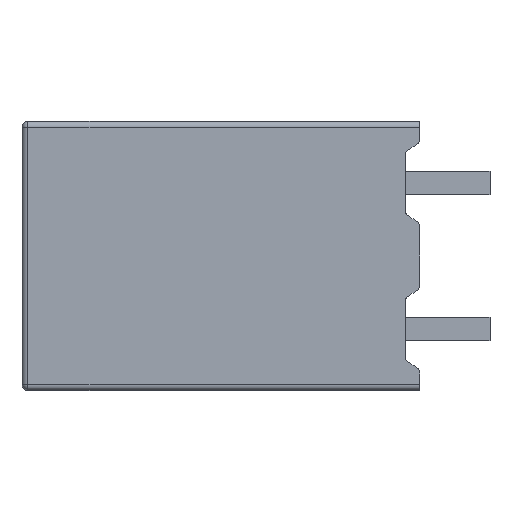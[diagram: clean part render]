
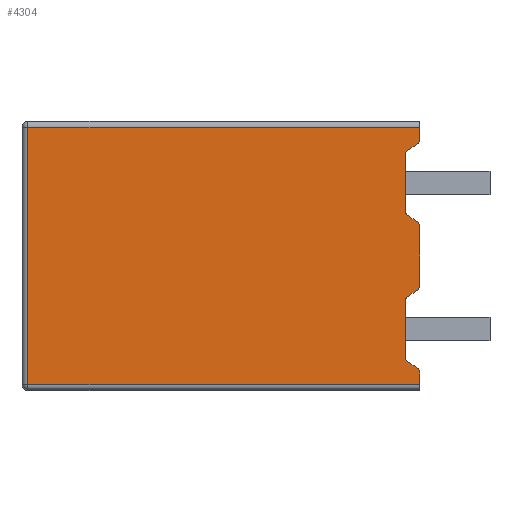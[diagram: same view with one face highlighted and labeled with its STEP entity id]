
A CAD part, left-side view. The second image highlights one B-rep face of the part: STEP entity #4304.
In plain terms, the highlighted planar face has unit normal (-1, 0, 0).
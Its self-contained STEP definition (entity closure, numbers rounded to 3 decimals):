
#82=CIRCLE('',#4479,0.2);
#84=CIRCLE('',#4483,0.2);
#86=CIRCLE('',#4487,0.2);
#88=CIRCLE('',#4491,0.2);
#90=CIRCLE('',#4495,0.2);
#92=CIRCLE('',#4499,0.2);
#94=CIRCLE('',#4503,0.2);
#96=CIRCLE('',#4507,0.2);
#346=ORIENTED_EDGE('',*,*,#1208,.F.);
#347=ORIENTED_EDGE('',*,*,#1209,.T.);
#348=ORIENTED_EDGE('',*,*,#1210,.T.);
#349=ORIENTED_EDGE('',*,*,#1211,.T.);
#350=ORIENTED_EDGE('',*,*,#1212,.F.);
#351=ORIENTED_EDGE('',*,*,#1197,.F.);
#352=ORIENTED_EDGE('',*,*,#1193,.T.);
#353=ORIENTED_EDGE('',*,*,#1190,.T.);
#354=ORIENTED_EDGE('',*,*,#1185,.T.);
#355=ORIENTED_EDGE('',*,*,#1176,.T.);
#356=ORIENTED_EDGE('',*,*,#1173,.T.);
#357=ORIENTED_EDGE('',*,*,#1171,.F.);
#358=ORIENTED_EDGE('',*,*,#1062,.F.);
#359=ORIENTED_EDGE('',*,*,#1165,.F.);
#360=ORIENTED_EDGE('',*,*,#1162,.T.);
#361=ORIENTED_EDGE('',*,*,#1159,.T.);
#362=ORIENTED_EDGE('',*,*,#1154,.T.);
#363=ORIENTED_EDGE('',*,*,#1145,.T.);
#364=ORIENTED_EDGE('',*,*,#1142,.T.);
#365=ORIENTED_EDGE('',*,*,#1140,.F.);
#1062=EDGE_CURVE('',#1514,#1516,#1803,.T.);
#1140=EDGE_CURVE('',#1578,#1575,#82,.T.);
#1142=EDGE_CURVE('',#1580,#1575,#1870,.T.);
#1145=EDGE_CURVE('',#1582,#1580,#84,.T.);
#1154=EDGE_CURVE('',#1590,#1582,#1880,.T.);
#1159=EDGE_CURVE('',#1594,#1590,#86,.T.);
#1162=EDGE_CURVE('',#1596,#1594,#1886,.T.);
#1165=EDGE_CURVE('',#1596,#1514,#88,.T.);
#1171=EDGE_CURVE('',#1516,#1599,#90,.T.);
#1173=EDGE_CURVE('',#1602,#1599,#1893,.T.);
#1176=EDGE_CURVE('',#1604,#1602,#92,.T.);
#1185=EDGE_CURVE('',#1612,#1604,#1903,.T.);
#1190=EDGE_CURVE('',#1616,#1612,#94,.T.);
#1193=EDGE_CURVE('',#1618,#1616,#1909,.T.);
#1197=EDGE_CURVE('',#1618,#1619,#96,.T.);
#1208=EDGE_CURVE('',#1627,#1578,#1919,.T.);
#1209=EDGE_CURVE('',#1627,#1628,#1920,.F.);
#1210=EDGE_CURVE('',#1628,#1629,#1921,.T.);
#1211=EDGE_CURVE('',#1629,#1630,#1922,.T.);
#1212=EDGE_CURVE('',#1619,#1630,#1923,.T.);
#1514=VERTEX_POINT('',#5606);
#1516=VERTEX_POINT('',#5609);
#1575=VERTEX_POINT('',#5761);
#1578=VERTEX_POINT('',#5766);
#1580=VERTEX_POINT('',#5772);
#1582=VERTEX_POINT('',#5778);
#1590=VERTEX_POINT('',#5796);
#1594=VERTEX_POINT('',#5806);
#1596=VERTEX_POINT('',#5812);
#1599=VERTEX_POINT('',#5825);
#1602=VERTEX_POINT('',#5833);
#1604=VERTEX_POINT('',#5839);
#1612=VERTEX_POINT('',#5857);
#1616=VERTEX_POINT('',#5867);
#1618=VERTEX_POINT('',#5873);
#1619=VERTEX_POINT('',#5877);
#1627=VERTEX_POINT('',#5903);
#1628=VERTEX_POINT('',#5905);
#1629=VERTEX_POINT('',#5907);
#1630=VERTEX_POINT('',#5909);
#1803=LINE('',#5608,#2170);
#1870=LINE('',#5771,#2237);
#1880=LINE('',#5795,#2247);
#1886=LINE('',#5811,#2253);
#1893=LINE('',#5832,#2260);
#1903=LINE('',#5856,#2270);
#1909=LINE('',#5872,#2276);
#1919=LINE('',#5902,#2286);
#1920=LINE('',#5904,#2287);
#1921=LINE('',#5906,#2288);
#1922=LINE('',#5908,#2289);
#1923=LINE('',#5910,#2290);
#2170=VECTOR('',#4715,1000.);
#2237=VECTOR('',#4846,1000.);
#2247=VECTOR('',#4864,1000.);
#2253=VECTOR('',#4878,1000.);
#2260=VECTOR('',#4901,1000.);
#2270=VECTOR('',#4919,1000.);
#2276=VECTOR('',#4933,1000.);
#2286=VECTOR('',#4965,1000.);
#2287=VECTOR('',#4966,1000.);
#2288=VECTOR('',#4967,1000.);
#2289=VECTOR('',#4968,1000.);
#2290=VECTOR('',#4969,1000.);
#2576=EDGE_LOOP('',(#346,#347,#348,#349,#350,#351,#352,#353,#354,#355,#356,
#357,#358,#359,#360,#361,#362,#363,#364,#365));
#2761=FACE_BOUND('',#2576,.T.);
#2930=PLANE('',#4515);
#4304=ADVANCED_FACE('',(#2761),#2930,.F.);
#4479=AXIS2_PLACEMENT_3D('',#5767,#4841,#4842);
#4483=AXIS2_PLACEMENT_3D('',#5777,#4852,#4853);
#4487=AXIS2_PLACEMENT_3D('',#5805,#4872,#4873);
#4491=AXIS2_PLACEMENT_3D('',#5816,#4884,#4885);
#4495=AXIS2_PLACEMENT_3D('',#5828,#4896,#4897);
#4499=AXIS2_PLACEMENT_3D('',#5838,#4907,#4908);
#4503=AXIS2_PLACEMENT_3D('',#5866,#4927,#4928);
#4507=AXIS2_PLACEMENT_3D('',#5880,#4940,#4941);
#4515=AXIS2_PLACEMENT_3D('',#5901,#4963,#4964);
#4715=DIRECTION('',(0.,0.,-1.));
#4841=DIRECTION('',(1.,0.,0.));
#4842=DIRECTION('',(0.,0.,-1.));
#4846=DIRECTION('',(0.,-0.819,0.574));
#4852=DIRECTION('',(1.,0.,0.));
#4853=DIRECTION('',(0.,0.,-1.));
#4864=DIRECTION('',(0.,0.,1.));
#4872=DIRECTION('',(1.,0.,0.));
#4873=DIRECTION('',(0.,0.,-1.));
#4878=DIRECTION('',(0.,0.819,0.574));
#4884=DIRECTION('',(1.,0.,0.));
#4885=DIRECTION('',(0.,0.,-1.));
#4896=DIRECTION('',(1.,0.,0.));
#4897=DIRECTION('',(0.,0.,-1.));
#4901=DIRECTION('',(0.,-0.819,0.574));
#4907=DIRECTION('',(1.,0.,0.));
#4908=DIRECTION('',(0.,0.,-1.));
#4919=DIRECTION('',(0.,0.,1.));
#4927=DIRECTION('',(1.,0.,0.));
#4928=DIRECTION('',(0.,0.,-1.));
#4933=DIRECTION('',(0.,0.819,0.574));
#4940=DIRECTION('',(1.,0.,0.));
#4941=DIRECTION('',(0.,0.,-1.));
#4963=DIRECTION('',(1.,0.,0.));
#4964=DIRECTION('',(0.,0.,-1.));
#4965=DIRECTION('',(0.,0.,-1.));
#4966=DIRECTION('',(0.,-1.,0.));
#4967=DIRECTION('',(0.,0.,-1.));
#4968=DIRECTION('',(0.,-1.,0.));
#4969=DIRECTION('',(0.,0.,-1.));
#5606=CARTESIAN_POINT('',(-6.5,0.,5.6));
#5608=CARTESIAN_POINT('',(-6.5,0.,9.2));
#5609=CARTESIAN_POINT('',(-6.5,0.,3.6));
#5761=CARTESIAN_POINT('',(-6.5,0.085,8.436));
#5766=CARTESIAN_POINT('',(-6.5,0.,8.6));
#5767=CARTESIAN_POINT('',(-6.5,0.2,8.6));
#5771=CARTESIAN_POINT('',(-6.5,0.415,8.205));
#5772=CARTESIAN_POINT('',(-6.5,0.415,8.205));
#5777=CARTESIAN_POINT('',(-6.5,0.3,8.042));
#5778=CARTESIAN_POINT('',(-6.5,0.5,8.042));
#5795=CARTESIAN_POINT('',(-6.5,0.5,6.158));
#5796=CARTESIAN_POINT('',(-6.5,0.5,6.158));
#5805=CARTESIAN_POINT('',(-6.5,0.3,6.158));
#5806=CARTESIAN_POINT('',(-6.5,0.415,5.995));
#5811=CARTESIAN_POINT('',(-6.5,0.085,5.764));
#5812=CARTESIAN_POINT('',(-6.5,0.085,5.764));
#5816=CARTESIAN_POINT('',(-6.5,0.2,5.6));
#5825=CARTESIAN_POINT('',(-6.5,0.085,3.436));
#5828=CARTESIAN_POINT('',(-6.5,0.2,3.6));
#5832=CARTESIAN_POINT('',(-6.5,0.415,3.205));
#5833=CARTESIAN_POINT('',(-6.5,0.415,3.205));
#5838=CARTESIAN_POINT('',(-6.5,0.3,3.042));
#5839=CARTESIAN_POINT('',(-6.5,0.5,3.042));
#5856=CARTESIAN_POINT('',(-6.5,0.5,1.158));
#5857=CARTESIAN_POINT('',(-6.5,0.5,1.158));
#5866=CARTESIAN_POINT('',(-6.5,0.3,1.158));
#5867=CARTESIAN_POINT('',(-6.5,0.415,0.995));
#5872=CARTESIAN_POINT('',(-6.5,0.085,0.764));
#5873=CARTESIAN_POINT('',(-6.5,0.085,0.764));
#5877=CARTESIAN_POINT('',(-6.5,0.,0.6));
#5880=CARTESIAN_POINT('',(-6.5,0.2,0.6));
#5901=CARTESIAN_POINT('',(-6.5,13.4,9.2));
#5902=CARTESIAN_POINT('',(-6.5,0.,9.2));
#5903=CARTESIAN_POINT('',(-6.5,0.,9.));
#5904=CARTESIAN_POINT('',(-6.5,13.4,9.));
#5905=CARTESIAN_POINT('',(-6.5,13.4,9.));
#5906=CARTESIAN_POINT('',(-6.5,13.4,9.2));
#5907=CARTESIAN_POINT('',(-6.5,13.4,0.2));
#5908=CARTESIAN_POINT('',(-6.5,13.4,0.2));
#5909=CARTESIAN_POINT('',(-6.5,0.,0.2));
#5910=CARTESIAN_POINT('',(-6.5,0.,9.2));
